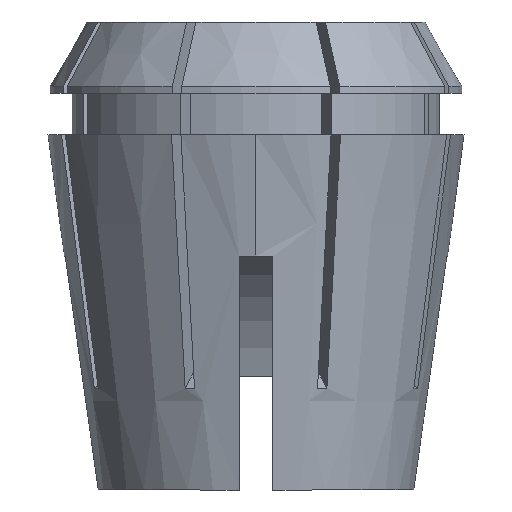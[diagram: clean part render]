
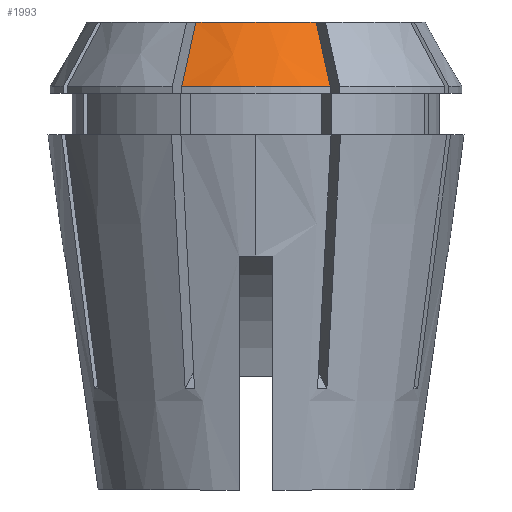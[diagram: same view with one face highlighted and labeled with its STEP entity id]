
A CAD part, front view. The second image highlights one B-rep face of the part: STEP entity #1993.
In plain terms, the highlighted conical face has half-angle 30 degrees and reference radius 20.3 mm.
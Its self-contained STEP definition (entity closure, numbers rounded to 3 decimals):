
#116 = VERTEX_POINT ( 'NONE', #3157 ) ;
#237 = CARTESIAN_POINT ( 'NONE',  ( 5.91, -15.575, 46. ) ) ;
#282 = EDGE_CURVE ( 'NONE', #2939, #3331, #2349, .T. ) ;
#442 = DIRECTION ( 'NONE',  ( 0., 1., 0. ) ) ;
#722 = EDGE_CURVE ( 'NONE', #2939, #116, #1368, .T. ) ;
#743 = DIRECTION ( 'NONE',  ( 0., 0., -1. ) ) ;
#1046 = CARTESIAN_POINT ( 'NONE',  ( -5.91, -15.575, 46. ) ) ;
#1047 = CARTESIAN_POINT ( 'NONE',  ( -7.304, -18.94, 39.693 ) ) ;
#1059 = CARTESIAN_POINT ( 'NONE',  ( 0., 0., 46. ) ) ;
#1130 = ORIENTED_EDGE ( 'NONE', *, *, #282, .F. ) ;
#1153 = CARTESIAN_POINT ( 'NONE',  ( 6.375, -16.697, 43.898 ) ) ;
#1257 = CIRCLE ( 'NONE', #1363, 20.3 ) ;
#1258 = EDGE_CURVE ( 'NONE', #3331, #3044, #1257, .T. ) ;
#1332 = CARTESIAN_POINT ( 'NONE',  ( -6.84, -17.819, 41.795 ) ) ;
#1363 = AXIS2_PLACEMENT_3D ( 'NONE', #3294, #3576, #2972 ) ;
#1368 = CIRCLE ( 'NONE', #3399, 16.659 ) ;
#1420 = B_SPLINE_CURVE_WITH_KNOTS ( 'NONE', 3,
 ( #1046, #3126, #1332, #3418 ),
 .UNSPECIFIED., .F., .F.,
 ( 4, 4 ),
 ( 0., 0.007 ),
 .UNSPECIFIED. ) ;
#1557 = EDGE_LOOP ( 'NONE', ( #1130, #1861, #1967, #3202 ) ) ;
#1833 = CARTESIAN_POINT ( 'NONE',  ( 5.91, -15.575, 46. ) ) ;
#1861 = ORIENTED_EDGE ( 'NONE', *, *, #722, .T. ) ;
#1967 = ORIENTED_EDGE ( 'NONE', *, *, #3212, .T. ) ;
#1993 = ADVANCED_FACE ( 'NONE', ( #3455 ), #2325, .T. ) ;
#2069 = CARTESIAN_POINT ( 'NONE',  ( 7.304, -18.94, 39.693 ) ) ;
#2220 = CARTESIAN_POINT ( 'NONE',  ( 0., 0., 39.693 ) ) ;
#2325 = CONICAL_SURFACE ( 'NONE', #3550, 20.3, 0.524 ) ;
#2349 = B_SPLINE_CURVE_WITH_KNOTS ( 'NONE', 3,
 ( #237, #1153, #2635, #2069 ),
 .UNSPECIFIED., .F., .F.,
 ( 4, 4 ),
 ( 0., 0.007 ),
 .UNSPECIFIED. ) ;
#2635 = CARTESIAN_POINT ( 'NONE',  ( 6.84, -17.819, 41.795 ) ) ;
#2939 = VERTEX_POINT ( 'NONE', #1833 ) ;
#2972 = DIRECTION ( 'NONE',  ( 0., 1., 0. ) ) ;
#3044 = VERTEX_POINT ( 'NONE', #1047 ) ;
#3123 = DIRECTION ( 'NONE',  ( 0., 1., 0. ) ) ;
#3126 = CARTESIAN_POINT ( 'NONE',  ( -6.375, -16.697, 43.898 ) ) ;
#3157 = CARTESIAN_POINT ( 'NONE',  ( -5.91, -15.575, 46. ) ) ;
#3202 = ORIENTED_EDGE ( 'NONE', *, *, #1258, .F. ) ;
#3212 = EDGE_CURVE ( 'NONE', #116, #3044, #1420, .T. ) ;
#3294 = CARTESIAN_POINT ( 'NONE',  ( 0., 0., 39.693 ) ) ;
#3318 = CARTESIAN_POINT ( 'NONE',  ( 7.304, -18.94, 39.693 ) ) ;
#3331 = VERTEX_POINT ( 'NONE', #3318 ) ;
#3399 = AXIS2_PLACEMENT_3D ( 'NONE', #1059, #3742, #442 ) ;
#3418 = CARTESIAN_POINT ( 'NONE',  ( -7.304, -18.94, 39.693 ) ) ;
#3455 = FACE_OUTER_BOUND ( 'NONE', #1557, .T. ) ;
#3550 = AXIS2_PLACEMENT_3D ( 'NONE', #2220, #743, #3123 ) ;
#3576 = DIRECTION ( 'NONE',  ( 0., 0., -1. ) ) ;
#3742 = DIRECTION ( 'NONE',  ( 0., 0., -1. ) ) ;
